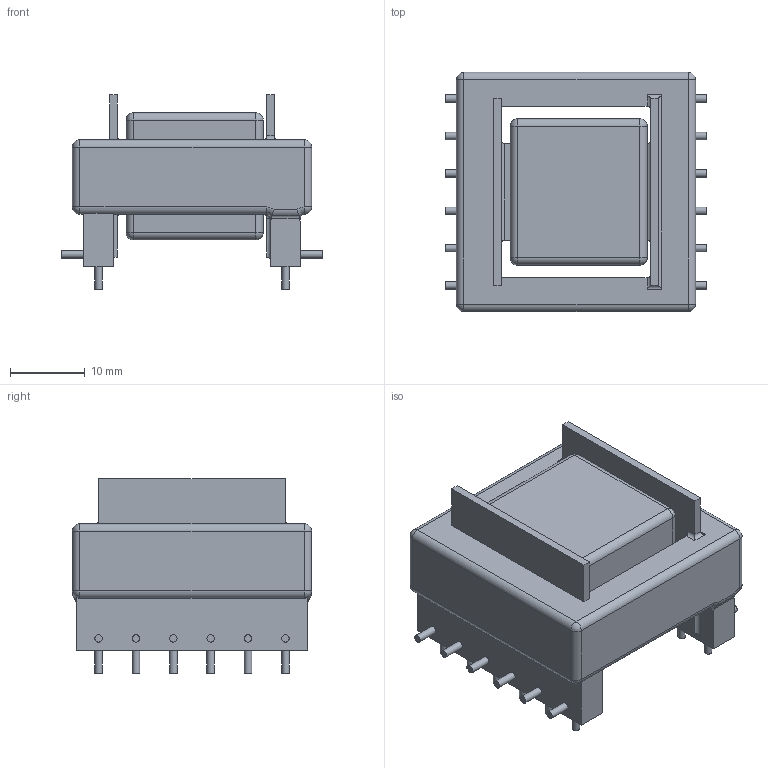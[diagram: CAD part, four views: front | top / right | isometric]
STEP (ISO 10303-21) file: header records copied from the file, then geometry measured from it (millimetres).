
FILE_DESCRIPTION(/* description */ ('Unknown'),/* implementation_level */ '2;1');
FILE_NAME(/* name */ 'E32 trafo',/* time_stamp */ '2024-03-21T02:43:33+01:00',/* author */ ('Unknown'),/* organization */ ('Unknown'),/* preprocessor_version */ 'ST-DEVELOPER v19.4',/* originating_system */ 'Solid Edge',/* authorisation */ 'Unknown');
FILE_SCHEMA (('AUTOMOTIVE_DESIGN {1 0 10303 214 3 1 1}'));
Length unit declared in the file: millimetre
Products named in the file (4): Z這瞠nie1 trafo; e32 trafo; miedz trafo; druty trafo
Assembly tree (3 placements, depth 2):
  Z這瞠nie1 trafo
    e32 trafo
    miedz trafo
    druty trafo
Bounding box: 35 x 32 x 26 mm (x, y, z)
Volume: 16475 mm3; surface area: 7549.5 mm2
Topology: 26 solids, 26 shells, 196 faces, 375 edges, 213 vertices
Faces by surface type: plane 96, cylinder 77, sphere 18, torus 5
Full cylindrical faces by diameter (mm): 1 x24
Entity records: 4847 total; most frequent: DIRECTION 861, CARTESIAN_POINT 779, ORIENTED_EDGE 662, AXIS2_PLACEMENT_3D 342, EDGE_CURVE 331, EDGE_LOOP 225, FACE_BOUND 225, VERTEX_POINT 212
